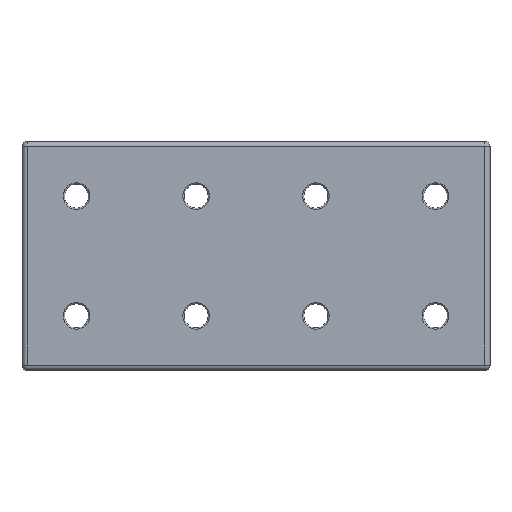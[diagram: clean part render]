
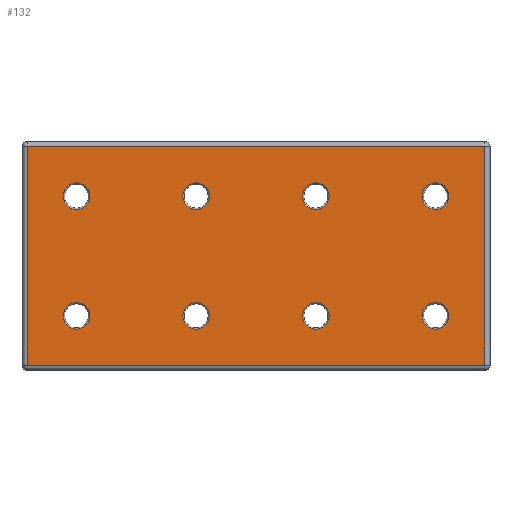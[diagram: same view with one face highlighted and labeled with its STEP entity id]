
A CAD part, top view. The second image highlights one B-rep face of the part: STEP entity #132.
In plain terms, the highlighted planar face has unit normal (0, 0, 1).
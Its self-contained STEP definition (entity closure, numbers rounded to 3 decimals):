
#132 = ADVANCED_FACE( '', ( #294, #295, #296, #297, #298, #299, #300, #301, #302 ), #303, .T. );
#294 = FACE_BOUND( '', #467, .T. );
#295 = FACE_BOUND( '', #468, .T. );
#296 = FACE_BOUND( '', #469, .T. );
#297 = FACE_BOUND( '', #470, .T. );
#298 = FACE_BOUND( '', #471, .T. );
#299 = FACE_BOUND( '', #472, .T. );
#300 = FACE_BOUND( '', #473, .T. );
#301 = FACE_BOUND( '', #474, .T. );
#302 = FACE_OUTER_BOUND( '', #475, .T. );
#303 = PLANE( '', #476 );
#467 = EDGE_LOOP( '', ( #740 ) );
#468 = EDGE_LOOP( '', ( #741 ) );
#469 = EDGE_LOOP( '', ( #742 ) );
#470 = EDGE_LOOP( '', ( #743 ) );
#471 = EDGE_LOOP( '', ( #744 ) );
#472 = EDGE_LOOP( '', ( #745 ) );
#473 = EDGE_LOOP( '', ( #746 ) );
#474 = EDGE_LOOP( '', ( #747 ) );
#475 = EDGE_LOOP( '', ( #748, #749, #750, #751 ) );
#476 = AXIS2_PLACEMENT_3D( '', #752, #753, #754 );
#740 = ORIENTED_EDGE( '', *, *, #820, .T. );
#741 = ORIENTED_EDGE( '', *, *, #896, .F. );
#742 = ORIENTED_EDGE( '', *, *, #831, .T. );
#743 = ORIENTED_EDGE( '', *, *, #822, .F. );
#744 = ORIENTED_EDGE( '', *, *, #817, .T. );
#745 = ORIENTED_EDGE( '', *, *, #848, .T. );
#746 = ORIENTED_EDGE( '', *, *, #903, .F. );
#747 = ORIENTED_EDGE( '', *, *, #866, .F. );
#748 = ORIENTED_EDGE( '', *, *, #828, .T. );
#749 = ORIENTED_EDGE( '', *, *, #814, .T. );
#750 = ORIENTED_EDGE( '', *, *, #854, .T. );
#751 = ORIENTED_EDGE( '', *, *, #860, .T. );
#752 = CARTESIAN_POINT( '', ( -86., 41., 6. ) );
#753 = DIRECTION( '', ( 0., 0., 1. ) );
#754 = DIRECTION( '', ( 1., 0., 0. ) );
#814 = EDGE_CURVE( '', #921, #926, #928, .T. );
#817 = EDGE_CURVE( '', #932, #932, #933, .T. );
#820 = EDGE_CURVE( '', #937, #937, #938, .T. );
#822 = EDGE_CURVE( '', #940, #940, #941, .T. );
#828 = EDGE_CURVE( '', #945, #921, #951, .T. );
#831 = EDGE_CURVE( '', #955, #955, #956, .T. );
#848 = EDGE_CURVE( '', #983, #983, #984, .T. );
#854 = EDGE_CURVE( '', #926, #991, #993, .T. );
#860 = EDGE_CURVE( '', #991, #945, #1000, .T. );
#866 = EDGE_CURVE( '', #1008, #1008, #1009, .T. );
#896 = EDGE_CURVE( '', #1052, #1052, #1053, .T. );
#903 = EDGE_CURVE( '', #1062, #1062, #1063, .T. );
#921 = VERTEX_POINT( '', #1083 );
#926 = VERTEX_POINT( '', #1089 );
#928 = LINE( '', #1091, #1092 );
#932 = VERTEX_POINT( '', #1096 );
#933 = CIRCLE( '', #1097, 5. );
#937 = VERTEX_POINT( '', #1101 );
#938 = CIRCLE( '', #1102, 5. );
#940 = VERTEX_POINT( '', #1104 );
#941 = CIRCLE( '', #1105, 5. );
#945 = VERTEX_POINT( '', #1109 );
#951 = LINE( '', #1116, #1117 );
#955 = VERTEX_POINT( '', #1121 );
#956 = CIRCLE( '', #1122, 5. );
#983 = VERTEX_POINT( '', #1155 );
#984 = CIRCLE( '', #1156, 5. );
#991 = VERTEX_POINT( '', #1163 );
#993 = LINE( '', #1165, #1166 );
#1000 = LINE( '', #1174, #1175 );
#1008 = VERTEX_POINT( '', #1183 );
#1009 = CIRCLE( '', #1184, 5. );
#1052 = VERTEX_POINT( '', #1230 );
#1053 = CIRCLE( '', #1231, 5. );
#1062 = VERTEX_POINT( '', #1241 );
#1063 = CIRCLE( '', #1242, 5. );
#1083 = CARTESIAN_POINT( '', ( -86., 41., 6. ) );
#1089 = CARTESIAN_POINT( '', ( -86., -41., 6. ) );
#1091 = CARTESIAN_POINT( '', ( -86., -41., 6. ) );
#1092 = VECTOR( '', #1271, 1000. );
#1096 = CARTESIAN_POINT( '', ( -27.5, 22.5, 6. ) );
#1097 = AXIS2_PLACEMENT_3D( '', #1275, #1276, #1277 );
#1101 = CARTESIAN_POINT( '', ( -72.5, -22.5, 6. ) );
#1102 = AXIS2_PLACEMENT_3D( '', #1281, #1282, #1283 );
#1104 = CARTESIAN_POINT( '', ( 27.5, -22.5, 6. ) );
#1105 = AXIS2_PLACEMENT_3D( '', #1284, #1285, #1286 );
#1109 = CARTESIAN_POINT( '', ( 86., 41., 6. ) );
#1116 = CARTESIAN_POINT( '', ( -86., 41., 6. ) );
#1117 = VECTOR( '', #1297, 1000. );
#1121 = CARTESIAN_POINT( '', ( -27.5, -22.5, 6. ) );
#1122 = AXIS2_PLACEMENT_3D( '', #1301, #1302, #1303 );
#1155 = CARTESIAN_POINT( '', ( -72.5, 22.5, 6. ) );
#1156 = AXIS2_PLACEMENT_3D( '', #1325, #1326, #1327 );
#1163 = CARTESIAN_POINT( '', ( 86., -41., 6. ) );
#1165 = CARTESIAN_POINT( '', ( 86., -41., 6. ) );
#1166 = VECTOR( '', #1337, 1000. );
#1174 = CARTESIAN_POINT( '', ( 86., 41., 6. ) );
#1175 = VECTOR( '', #1348, 1000. );
#1183 = CARTESIAN_POINT( '', ( 27.5, 22.5, 6. ) );
#1184 = AXIS2_PLACEMENT_3D( '', #1355, #1356, #1357 );
#1230 = CARTESIAN_POINT( '', ( 72.5, -22.5, 6. ) );
#1231 = AXIS2_PLACEMENT_3D( '', #1403, #1404, #1405 );
#1241 = CARTESIAN_POINT( '', ( 72.5, 22.5, 6. ) );
#1242 = AXIS2_PLACEMENT_3D( '', #1416, #1417, #1418 );
#1271 = DIRECTION( '', ( 0., -1., 0. ) );
#1275 = CARTESIAN_POINT( '', ( -22.5, 22.5, 6. ) );
#1276 = DIRECTION( '', ( 0., 0., -1. ) );
#1277 = DIRECTION( '', ( -1., 0., 0. ) );
#1281 = CARTESIAN_POINT( '', ( -67.5, -22.5, 6. ) );
#1282 = DIRECTION( '', ( 0., 0., -1. ) );
#1283 = DIRECTION( '', ( -1., 0., 0. ) );
#1284 = CARTESIAN_POINT( '', ( 22.5, -22.5, 6. ) );
#1285 = DIRECTION( '', ( 0., 0., 1. ) );
#1286 = DIRECTION( '', ( 1., 0., 0. ) );
#1297 = DIRECTION( '', ( -1., 0., 0. ) );
#1301 = CARTESIAN_POINT( '', ( -22.5, -22.5, 6. ) );
#1302 = DIRECTION( '', ( 0., 0., -1. ) );
#1303 = DIRECTION( '', ( -1., 0., 0. ) );
#1325 = CARTESIAN_POINT( '', ( -67.5, 22.5, 6. ) );
#1326 = DIRECTION( '', ( 0., 0., -1. ) );
#1327 = DIRECTION( '', ( -1., 0., 0. ) );
#1337 = DIRECTION( '', ( 1., 0., 0. ) );
#1348 = DIRECTION( '', ( 0., 1., 0. ) );
#1355 = CARTESIAN_POINT( '', ( 22.5, 22.5, 6. ) );
#1356 = DIRECTION( '', ( 0., 0., 1. ) );
#1357 = DIRECTION( '', ( 1., 0., 0. ) );
#1403 = CARTESIAN_POINT( '', ( 67.5, -22.5, 6. ) );
#1404 = DIRECTION( '', ( 0., 0., 1. ) );
#1405 = DIRECTION( '', ( 1., 0., 0. ) );
#1416 = CARTESIAN_POINT( '', ( 67.5, 22.5, 6. ) );
#1417 = DIRECTION( '', ( 0., 0., 1. ) );
#1418 = DIRECTION( '', ( 1., 0., 0. ) );
